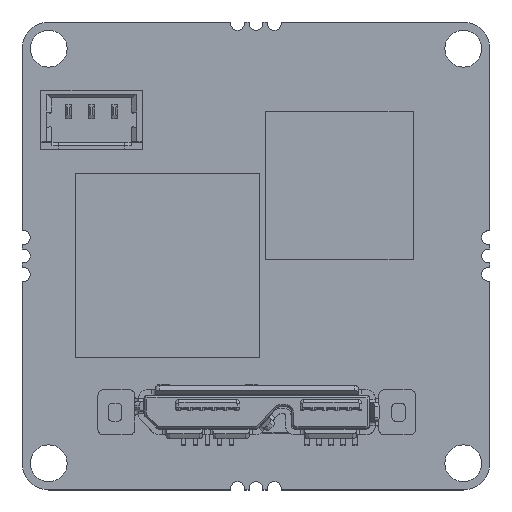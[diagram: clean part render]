
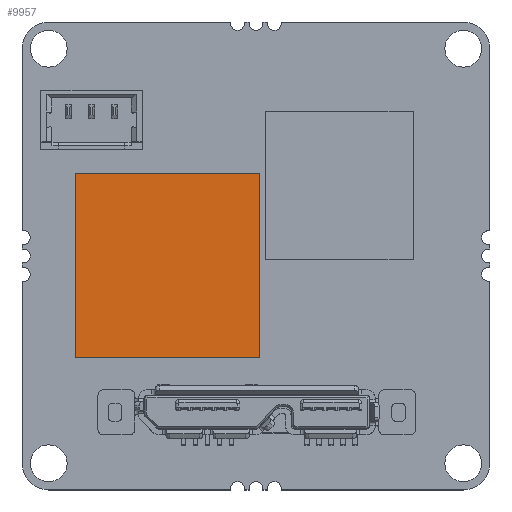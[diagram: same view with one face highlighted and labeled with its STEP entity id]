
A CAD part, top view. The second image highlights one B-rep face of the part: STEP entity #9957.
In plain terms, the highlighted planar face has unit normal (0, 0, 1).
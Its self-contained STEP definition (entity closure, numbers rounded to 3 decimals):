
#8606=FACE_OUTER_BOUND('',#18925,.T.);
#9957=ADVANCED_FACE('',(#8606),#11184,.T.);
#11184=PLANE('',#36691);
#12989=LINE('',#50326,#16201);
#12990=LINE('',#50329,#16202);
#12991=LINE('',#50331,#16203);
#12992=LINE('',#50333,#16204);
#16201=VECTOR('',#40563,1.);
#16202=VECTOR('',#40564,1.);
#16203=VECTOR('',#40565,1.);
#16204=VECTOR('',#40566,1.);
#18925=EDGE_LOOP('',(#23002,#23003,#23004,#23005));
#23002=ORIENTED_EDGE('',*,*,#32682,.T.);
#23003=ORIENTED_EDGE('',*,*,#32683,.T.);
#23004=ORIENTED_EDGE('',*,*,#32684,.T.);
#23005=ORIENTED_EDGE('',*,*,#32685,.T.);
#29420=VERTEX_POINT('',#50327);
#29421=VERTEX_POINT('',#50328);
#29422=VERTEX_POINT('',#50330);
#29423=VERTEX_POINT('',#50332);
#32682=EDGE_CURVE('',#29420,#29421,#12989,.T.);
#32683=EDGE_CURVE('',#29421,#29422,#12990,.T.);
#32684=EDGE_CURVE('',#29422,#29423,#12991,.T.);
#32685=EDGE_CURVE('',#29423,#29420,#12992,.T.);
#36691=AXIS2_PLACEMENT_3D('',#50334,#40567,#40568);
#40563=DIRECTION('',(0.,1.,0.));
#40564=DIRECTION('',(-1.,0.,0.));
#40565=DIRECTION('',(0.,-1.,0.));
#40566=DIRECTION('',(1.,0.,0.));
#40567=DIRECTION('',(0.,0.,1.));
#40568=DIRECTION('',(1.,0.,0.));
#50326=CARTESIAN_POINT('',(0.2,-5.5,1.2));
#50327=CARTESIAN_POINT('',(0.2,-5.5,1.2));
#50328=CARTESIAN_POINT('',(0.2,4.5,1.2));
#50329=CARTESIAN_POINT('',(0.2,4.5,1.2));
#50330=CARTESIAN_POINT('',(-9.8,4.5,1.2));
#50331=CARTESIAN_POINT('',(-9.8,4.5,1.2));
#50332=CARTESIAN_POINT('',(-9.8,-5.5,1.2));
#50333=CARTESIAN_POINT('',(-9.8,-5.5,1.2));
#50334=CARTESIAN_POINT('',(-4.8,-0.5,1.2));
